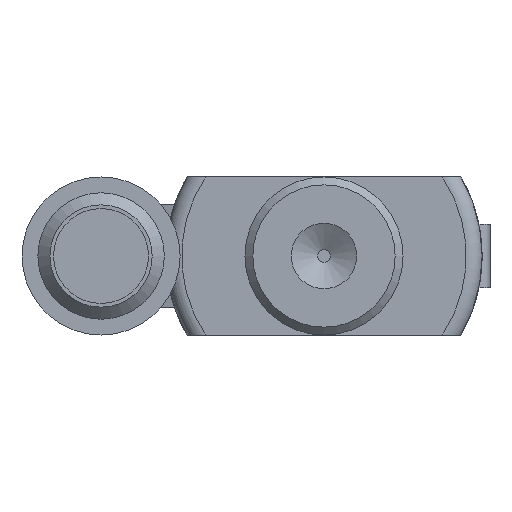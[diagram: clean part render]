
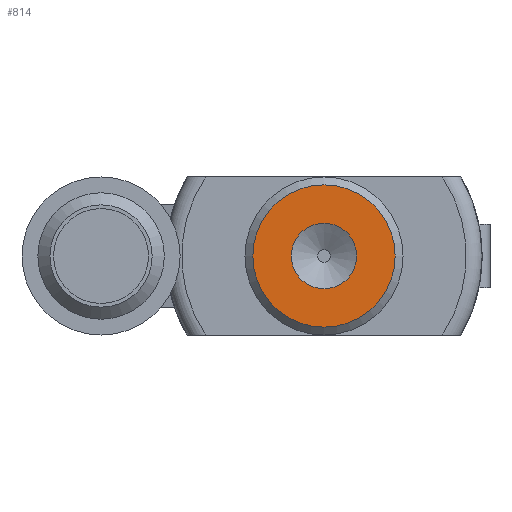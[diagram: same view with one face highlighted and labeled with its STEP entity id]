
A CAD part, front view. The second image highlights one B-rep face of the part: STEP entity #814.
In plain terms, the highlighted planar face has unit normal (0, -1, 0).
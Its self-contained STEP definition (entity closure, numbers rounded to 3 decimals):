
#814 = ADVANCED_FACE( '', ( #1711, #1712 ), #1713, .T. );
#1711 = FACE_BOUND( '', #2771, .T. );
#1712 = FACE_OUTER_BOUND( '', #2772, .T. );
#1713 = PLANE( '', #2773 );
#2771 = EDGE_LOOP( '', ( #4755 ) );
#2772 = EDGE_LOOP( '', ( #4756 ) );
#2773 = AXIS2_PLACEMENT_3D( '', #4757, #4758, #4759 );
#4755 = ORIENTED_EDGE( '', *, *, #6497, .T. );
#4756 = ORIENTED_EDGE( '', *, *, #6498, .F. );
#4757 = CARTESIAN_POINT( '', ( -4.5, -15., 0. ) );
#4758 = DIRECTION( '', ( 0., -1., 0. ) );
#4759 = DIRECTION( '', ( 0., 0., -1. ) );
#6497 = EDGE_CURVE( '', #7927, #7927, #7928, .T. );
#6498 = EDGE_CURVE( '', #7929, #7929, #7930, .T. );
#7927 = VERTEX_POINT( '', #9995 );
#7928 = CIRCLE( '', #9996, 2.067 );
#7929 = VERTEX_POINT( '', #9997 );
#7930 = CIRCLE( '', #9998, 4.5 );
#9995 = CARTESIAN_POINT( '', ( 0., -15., 2.067 ) );
#9996 = AXIS2_PLACEMENT_3D( '', #11231, #11232, #11233 );
#9997 = CARTESIAN_POINT( '', ( 0., -15., 4.5 ) );
#9998 = AXIS2_PLACEMENT_3D( '', #11234, #11235, #11236 );
#11231 = CARTESIAN_POINT( '', ( 0., -15., 0. ) );
#11232 = DIRECTION( '', ( 0., 1., 0. ) );
#11233 = DIRECTION( '', ( 0., 0., 1. ) );
#11234 = CARTESIAN_POINT( '', ( 0., -15., 0. ) );
#11235 = DIRECTION( '', ( 0., 1., 0. ) );
#11236 = DIRECTION( '', ( 0., 0., 1. ) );
